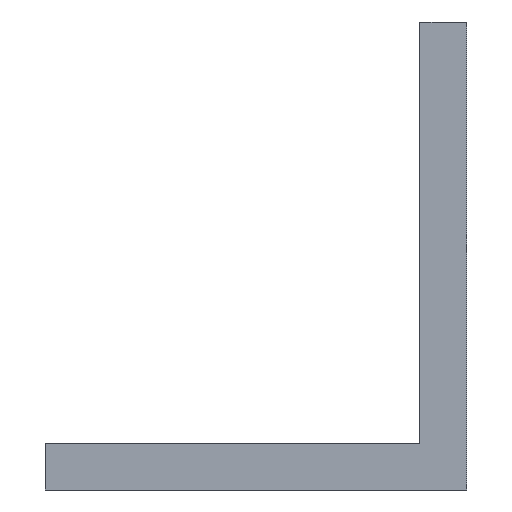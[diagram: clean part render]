
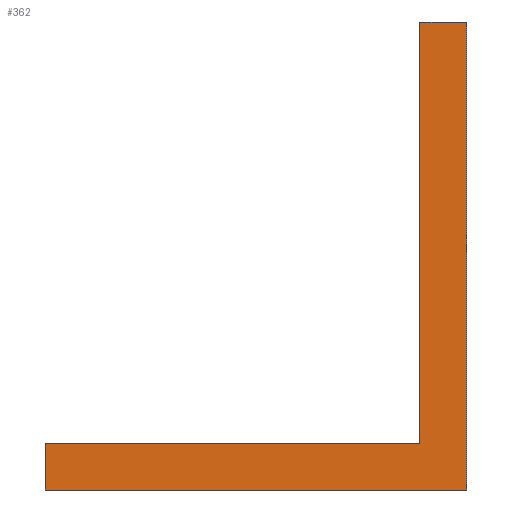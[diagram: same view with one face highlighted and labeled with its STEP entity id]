
A CAD part, left-side view. The second image highlights one B-rep face of the part: STEP entity #362.
In plain terms, the highlighted planar face has unit normal (-1, 0, 0).
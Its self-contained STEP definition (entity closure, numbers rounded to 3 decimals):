
#23 = LINE ( 'NONE', #306, #579 ) ;
#46 = ORIENTED_EDGE ( 'NONE', *, *, #283, .T. ) ;
#49 = CARTESIAN_POINT ( 'NONE',  ( -74.257, 9., -9.872 ) ) ;
#54 = CARTESIAN_POINT ( 'NONE',  ( -74.257, 1., -10.872 ) ) ;
#71 = CARTESIAN_POINT ( 'NONE',  ( -74.257, 1., -0.872 ) ) ;
#77 = EDGE_CURVE ( 'NONE', #621, #232, #429, .T. ) ;
#79 = DIRECTION ( 'NONE',  ( 0., -1., 0. ) ) ;
#84 = VERTEX_POINT ( 'NONE', #146 ) ;
#85 = ORIENTED_EDGE ( 'NONE', *, *, #77, .F. ) ;
#97 = DIRECTION ( 'NONE',  ( 0., 0., 1. ) ) ;
#99 = DIRECTION ( 'NONE',  ( 0., -1., 0. ) ) ;
#110 = EDGE_CURVE ( 'NONE', #124, #457, #480, .T. ) ;
#119 = EDGE_CURVE ( 'NONE', #232, #511, #527, .T. ) ;
#124 = VERTEX_POINT ( 'NONE', #143 ) ;
#138 = VECTOR ( 'NONE', #79, 1000. ) ;
#139 = DIRECTION ( 'NONE',  ( 0., 0., 1. ) ) ;
#140 = DIRECTION ( 'NONE',  ( 0., -1., 0. ) ) ;
#143 = CARTESIAN_POINT ( 'NONE',  ( -74.257, 9., -10.872 ) ) ;
#146 = CARTESIAN_POINT ( 'NONE',  ( -74.257, 0., -0.872 ) ) ;
#152 = ORIENTED_EDGE ( 'NONE', *, *, #505, .F. ) ;
#154 = VECTOR ( 'NONE', #99, 1000. ) ;
#176 = PLANE ( 'NONE',  #220 ) ;
#189 = CARTESIAN_POINT ( 'NONE',  ( -74.257, 1., -10.872 ) ) ;
#220 = AXIS2_PLACEMENT_3D ( 'NONE', #608, #461, #226 ) ;
#222 = CARTESIAN_POINT ( 'NONE',  ( -74.257, 9., -9.872 ) ) ;
#226 = DIRECTION ( 'NONE',  ( 0., 0., -1. ) ) ;
#232 = VERTEX_POINT ( 'NONE', #590 ) ;
#241 = LINE ( 'NONE', #440, #470 ) ;
#256 = DIRECTION ( 'NONE',  ( 0., 0., 1. ) ) ;
#263 = FACE_OUTER_BOUND ( 'NONE', #298, .T. ) ;
#271 = CARTESIAN_POINT ( 'NONE',  ( -74.257, 1., -0.872 ) ) ;
#282 = CARTESIAN_POINT ( 'NONE',  ( -74.257, 0., -10.872 ) ) ;
#283 = EDGE_CURVE ( 'NONE', #457, #84, #23, .T. ) ;
#298 = EDGE_LOOP ( 'NONE', ( #46, #567, #453, #85, #152, #348 ) ) ;
#306 = CARTESIAN_POINT ( 'NONE',  ( -74.257, 0., -10.872 ) ) ;
#325 = EDGE_CURVE ( 'NONE', #511, #84, #557, .T. ) ;
#336 = VECTOR ( 'NONE', #97, 1000. ) ;
#348 = ORIENTED_EDGE ( 'NONE', *, *, #110, .T. ) ;
#362 = ADVANCED_FACE ( 'NONE', ( #263 ), #176, .F. ) ;
#429 = LINE ( 'NONE', #49, #154 ) ;
#440 = CARTESIAN_POINT ( 'NONE',  ( -74.257, 9., -10.872 ) ) ;
#453 = ORIENTED_EDGE ( 'NONE', *, *, #119, .F. ) ;
#457 = VERTEX_POINT ( 'NONE', #282 ) ;
#461 = DIRECTION ( 'NONE',  ( 1., 0., 0. ) ) ;
#470 = VECTOR ( 'NONE', #139, 1000. ) ;
#480 = LINE ( 'NONE', #189, #531 ) ;
#505 = EDGE_CURVE ( 'NONE', #124, #621, #241, .T. ) ;
#511 = VERTEX_POINT ( 'NONE', #71 ) ;
#527 = LINE ( 'NONE', #54, #336 ) ;
#531 = VECTOR ( 'NONE', #140, 1000. ) ;
#557 = LINE ( 'NONE', #271, #138 ) ;
#567 = ORIENTED_EDGE ( 'NONE', *, *, #325, .F. ) ;
#579 = VECTOR ( 'NONE', #256, 1000. ) ;
#590 = CARTESIAN_POINT ( 'NONE',  ( -74.257, 1., -9.872 ) ) ;
#608 = CARTESIAN_POINT ( 'NONE',  ( -74.257, 1., -10.872 ) ) ;
#621 = VERTEX_POINT ( 'NONE', #222 ) ;
